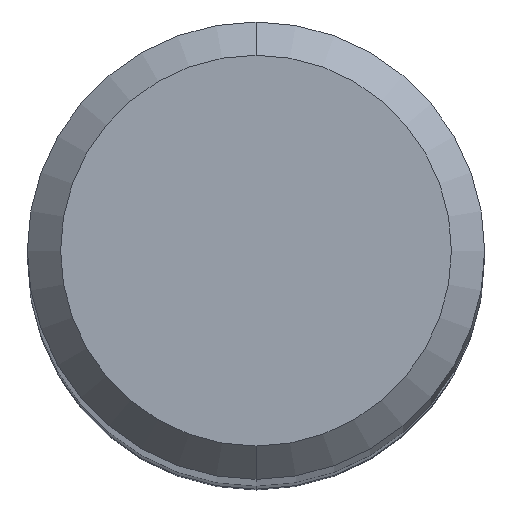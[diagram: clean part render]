
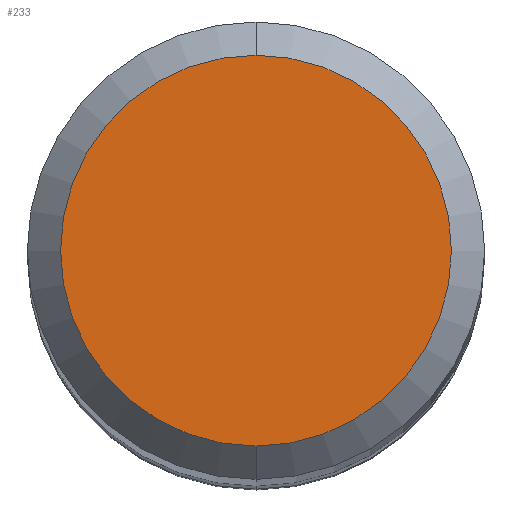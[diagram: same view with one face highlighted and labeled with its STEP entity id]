
A CAD part, top view. The second image highlights one B-rep face of the part: STEP entity #233.
In plain terms, the highlighted planar face has unit normal (0, 0, 1).
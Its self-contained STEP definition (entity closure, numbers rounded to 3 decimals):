
#157=EDGE_CURVE('',#303,#281,#392,.T.);
#233=ADVANCED_FACE('',(#474),#475,.T.);
#281=VERTEX_POINT('',#530);
#303=VERTEX_POINT('',#556);
#341=EDGE_CURVE('',#281,#303,#596,.T.);
#392=CIRCLE('',#652,2.35);
#474=FACE_OUTER_BOUND('',#758,.T.);
#475=PLANE('',#759);
#530=CARTESIAN_POINT('',(0.,-2.35,0.0));
#556=CARTESIAN_POINT('',(0.0,2.35,0.0));
#596=CIRCLE('',#917,2.35);
#652=AXIS2_PLACEMENT_3D('',#962,#963,#964);
#758=EDGE_LOOP('',(#1051,#1052));
#759=AXIS2_PLACEMENT_3D('',#1053,#1054,#1055);
#917=AXIS2_PLACEMENT_3D('',#1208,#1209,#1210);
#962=CARTESIAN_POINT('',(0.0,0.0,0.0));
#963=DIRECTION('',(0.0,0.0,-1.0));
#964=DIRECTION('',(0.0,1.0,0.0));
#1051=ORIENTED_EDGE('',*,*,#157,.F.);
#1052=ORIENTED_EDGE('',*,*,#341,.F.);
#1053=CARTESIAN_POINT('',(0.0,1.175,0.0));
#1054=DIRECTION('',(-0.0,0.0,1.0));
#1055=DIRECTION('',(0.0,-1.0,0.0));
#1208=CARTESIAN_POINT('',(0.0,0.0,0.0));
#1209=DIRECTION('',(0.0,0.0,-1.0));
#1210=DIRECTION('',(0.0,1.0,0.0));
